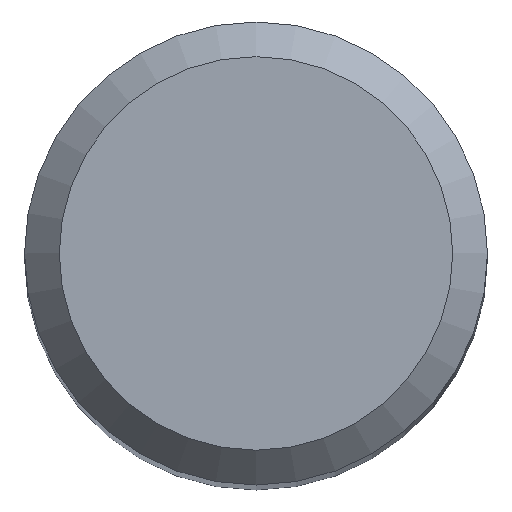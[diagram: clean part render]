
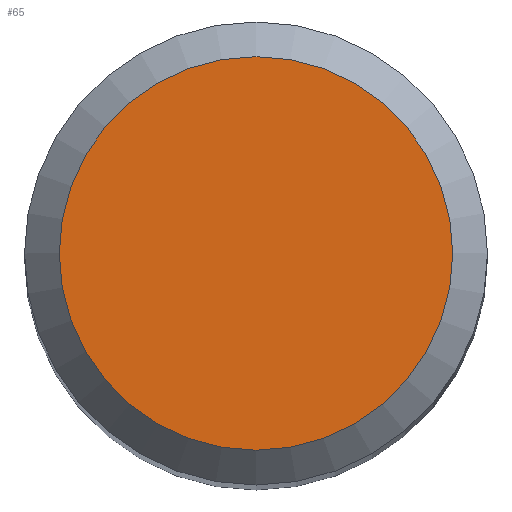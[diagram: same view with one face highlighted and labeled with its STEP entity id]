
A CAD part, top view. The second image highlights one B-rep face of the part: STEP entity #65.
In plain terms, the highlighted planar face has unit normal (0, 0, 1).
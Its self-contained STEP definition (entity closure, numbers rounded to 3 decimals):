
#50=PLANE('',#210);
#54=FACE_OUTER_BOUND('',#98,.T.);
#65=ADVANCED_FACE('',(#54),#50,.T.);
#98=EDGE_LOOP('',(#116));
#116=ORIENTED_EDGE('',*,*,#140,.F.);
#131=VERTEX_POINT('',#306);
#140=EDGE_CURVE('',#131,#131,#149,.T.);
#149=CIRCLE('',#208,1.7);
#208=AXIS2_PLACEMENT_3D('',#305,#244,#245);
#210=AXIS2_PLACEMENT_3D('',#308,#248,#249);
#244=DIRECTION('',(0.,0.,-1.));
#245=DIRECTION('',(1.,0.,0.));
#248=DIRECTION('',(0.,0.,1.));
#249=DIRECTION('',(1.,0.,0.));
#305=CARTESIAN_POINT('',(0.,0.,0.));
#306=CARTESIAN_POINT('',(1.7,0.,0.));
#308=CARTESIAN_POINT('',(0.,0.,0.));
